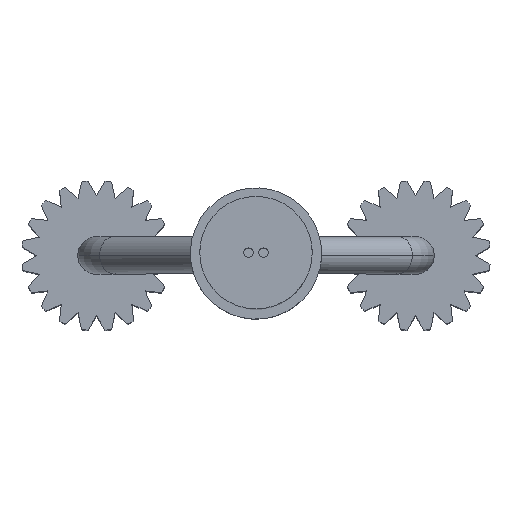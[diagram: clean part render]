
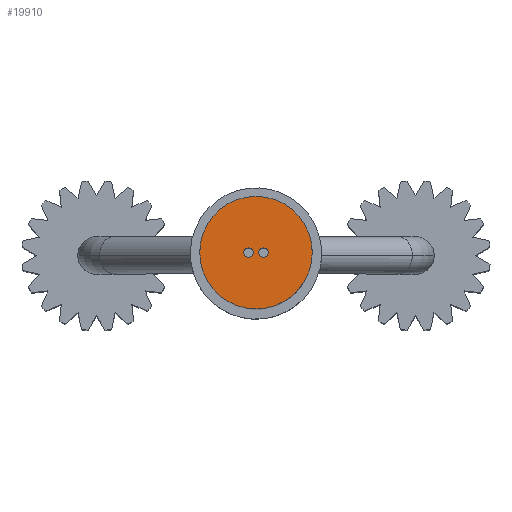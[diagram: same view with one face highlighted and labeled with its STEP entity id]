
A CAD part, top view. The second image highlights one B-rep face of the part: STEP entity #19910.
In plain terms, the highlighted planar face has unit normal (0, 0, 1).
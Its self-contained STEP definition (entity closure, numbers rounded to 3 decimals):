
#1009 = DIRECTION ( 'NONE',  ( -1., 0., 0. ) ) ;
#1026 = ORIENTED_EDGE ( 'NONE', *, *, #14296, .F. ) ;
#1201 = DIRECTION ( 'NONE',  ( 1., 0., 0. ) ) ;
#1595 = ORIENTED_EDGE ( 'NONE', *, *, #19192, .T. ) ;
#1614 = CARTESIAN_POINT ( 'NONE',  ( 0.325, 0., 15. ) ) ;
#1628 = CARTESIAN_POINT ( 'NONE',  ( 0.2, 0., 15. ) ) ;
#2098 = EDGE_LOOP ( 'NONE', ( #24984, #1026 ) ) ;
#3901 = FACE_OUTER_BOUND ( 'NONE', #4928, .T. ) ;
#3991 = CARTESIAN_POINT ( 'NONE',  ( -0.075, 0., 15. ) ) ;
#4928 = EDGE_LOOP ( 'NONE', ( #20550, #17367 ) ) ;
#5235 = CARTESIAN_POINT ( 'NONE',  ( 0., 0., 15. ) ) ;
#5421 = CARTESIAN_POINT ( 'NONE',  ( 0.075, 0., 15. ) ) ;
#6310 = CIRCLE ( 'NONE', #9252, 0.125 ) ;
#6681 = CARTESIAN_POINT ( 'NONE',  ( -0.2, 0., 15. ) ) ;
#6877 = DIRECTION ( 'NONE',  ( -1., 0., 0. ) ) ;
#7123 = EDGE_CURVE ( 'NONE', #24595, #14748, #21529, .T. ) ;
#7992 = DIRECTION ( 'NONE',  ( 1., 0., 0. ) ) ;
#7995 = CARTESIAN_POINT ( 'NONE',  ( 1.5, 0., 15. ) ) ;
#8738 = PLANE ( 'NONE',  #9596 ) ;
#9186 = DIRECTION ( 'NONE',  ( 0., 0., 1. ) ) ;
#9252 = AXIS2_PLACEMENT_3D ( 'NONE', #19700, #17637, #1009 ) ;
#9550 = VERTEX_POINT ( 'NONE', #5421 ) ;
#9596 = AXIS2_PLACEMENT_3D ( 'NONE', #10607, #24809, #15324 ) ;
#9982 = CIRCLE ( 'NONE', #23305, 0.125 ) ;
#10348 = EDGE_CURVE ( 'NONE', #18173, #19806, #12644, .T. ) ;
#10607 = CARTESIAN_POINT ( 'NONE',  ( 0., 0., 15. ) ) ;
#10915 = AXIS2_PLACEMENT_3D ( 'NONE', #6681, #21197, #6877 ) ;
#11144 = CIRCLE ( 'NONE', #14387, 1.5 ) ;
#12000 = EDGE_CURVE ( 'NONE', #21451, #9550, #17370, .T. ) ;
#12644 = CIRCLE ( 'NONE', #10915, 0.125 ) ;
#13734 = FACE_BOUND ( 'NONE', #2098, .T. ) ;
#14296 = EDGE_CURVE ( 'NONE', #9550, #21451, #9982, .T. ) ;
#14387 = AXIS2_PLACEMENT_3D ( 'NONE', #5235, #9186, #1201 ) ;
#14748 = VERTEX_POINT ( 'NONE', #7995 ) ;
#14975 = AXIS2_PLACEMENT_3D ( 'NONE', #20079, #26278, #7992 ) ;
#15081 = EDGE_LOOP ( 'NONE', ( #22251, #1595 ) ) ;
#15324 = DIRECTION ( 'NONE',  ( 1., 0., 0. ) ) ;
#15848 = DIRECTION ( 'NONE',  ( 0., 0., 1. ) ) ;
#15867 = CARTESIAN_POINT ( 'NONE',  ( 0.2, 0., 15. ) ) ;
#15947 = DIRECTION ( 'NONE',  ( 0., 0., 1. ) ) ;
#17367 = ORIENTED_EDGE ( 'NONE', *, *, #21615, .T. ) ;
#17370 = CIRCLE ( 'NONE', #24449, 0.125 ) ;
#17637 = DIRECTION ( 'NONE',  ( 0., 0., -1. ) ) ;
#18173 = VERTEX_POINT ( 'NONE', #3991 ) ;
#19192 = EDGE_CURVE ( 'NONE', #19806, #18173, #6310, .T. ) ;
#19700 = CARTESIAN_POINT ( 'NONE',  ( -0.2, 0., 15. ) ) ;
#19806 = VERTEX_POINT ( 'NONE', #24987 ) ;
#19910 = ADVANCED_FACE ( 'NONE', ( #22255, #13734, #3901 ), #8738, .T. ) ;
#20079 = CARTESIAN_POINT ( 'NONE',  ( 0., 0., 15. ) ) ;
#20138 = DIRECTION ( 'NONE',  ( 1., 0., 0. ) ) ;
#20550 = ORIENTED_EDGE ( 'NONE', *, *, #7123, .T. ) ;
#21197 = DIRECTION ( 'NONE',  ( 0., 0., -1. ) ) ;
#21451 = VERTEX_POINT ( 'NONE', #1614 ) ;
#21529 = CIRCLE ( 'NONE', #14975, 1.5 ) ;
#21615 = EDGE_CURVE ( 'NONE', #14748, #24595, #11144, .T. ) ;
#22059 = DIRECTION ( 'NONE',  ( 1., 0., 0. ) ) ;
#22251 = ORIENTED_EDGE ( 'NONE', *, *, #10348, .T. ) ;
#22255 = FACE_BOUND ( 'NONE', #15081, .T. ) ;
#23305 = AXIS2_PLACEMENT_3D ( 'NONE', #1628, #15848, #22059 ) ;
#23761 = CARTESIAN_POINT ( 'NONE',  ( -1.5, 0., 15. ) ) ;
#24449 = AXIS2_PLACEMENT_3D ( 'NONE', #15867, #15947, #20138 ) ;
#24595 = VERTEX_POINT ( 'NONE', #23761 ) ;
#24809 = DIRECTION ( 'NONE',  ( 0., 0., 1. ) ) ;
#24984 = ORIENTED_EDGE ( 'NONE', *, *, #12000, .F. ) ;
#24987 = CARTESIAN_POINT ( 'NONE',  ( -0.325, 0., 15. ) ) ;
#26278 = DIRECTION ( 'NONE',  ( 0., 0., 1. ) ) ;
